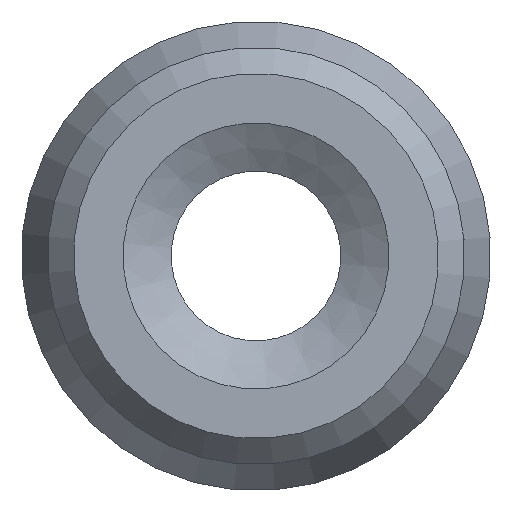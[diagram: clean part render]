
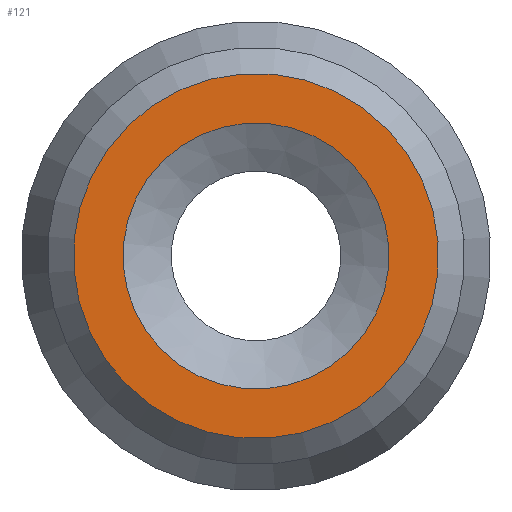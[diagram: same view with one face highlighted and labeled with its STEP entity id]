
A CAD part, left-side view. The second image highlights one B-rep face of the part: STEP entity #121.
In plain terms, the highlighted planar face has unit normal (-1, 0, 0).
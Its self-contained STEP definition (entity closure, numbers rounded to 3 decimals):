
#100=PLANE('',#293);
#121=ADVANCED_FACE('',(#154,#155),#100,.T.);
#154=FACE_BOUND('',#184,.T.);
#155=FACE_BOUND('',#185,.T.);
#184=EDGE_LOOP('',(#214));
#185=EDGE_LOOP('',(#215));
#214=ORIENTED_EDGE('',*,*,#236,.T.);
#215=ORIENTED_EDGE('',*,*,#243,.T.);
#221=VERTEX_POINT('',#363);
#228=VERTEX_POINT('',#381);
#236=EDGE_CURVE('',#221,#221,#251,.T.);
#243=EDGE_CURVE('',#228,#228,#258,.T.);
#251=CIRCLE('',#267,3.5);
#258=CIRCLE('',#278,2.55);
#267=AXIS2_PLACEMENT_3D('',#362,#300,#301);
#278=AXIS2_PLACEMENT_3D('',#380,#322,#323);
#293=AXIS2_PLACEMENT_3D('',#402,#352,#353);
#300=DIRECTION('',(-1.,0.,0.));
#301=DIRECTION('',(0.,-0.964,-0.265));
#322=DIRECTION('',(1.,0.,0.));
#323=DIRECTION('',(0.,-0.265,0.964));
#352=DIRECTION('',(-1.,0.,0.));
#353=DIRECTION('',(0.,0.964,0.265));
#362=CARTESIAN_POINT('',(-10.2,6.,-21.));
#363=CARTESIAN_POINT('',(-10.2,2.625,-21.928));
#380=CARTESIAN_POINT('',(-10.2,6.,-21.));
#381=CARTESIAN_POINT('',(-10.2,5.324,-18.541));
#402=CARTESIAN_POINT('',(-10.2,6.,-21.));
